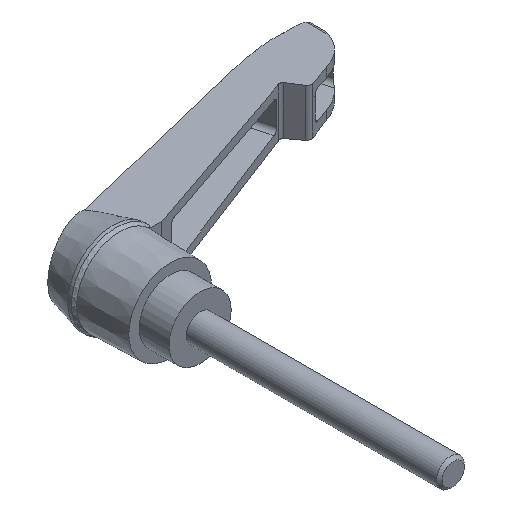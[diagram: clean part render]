
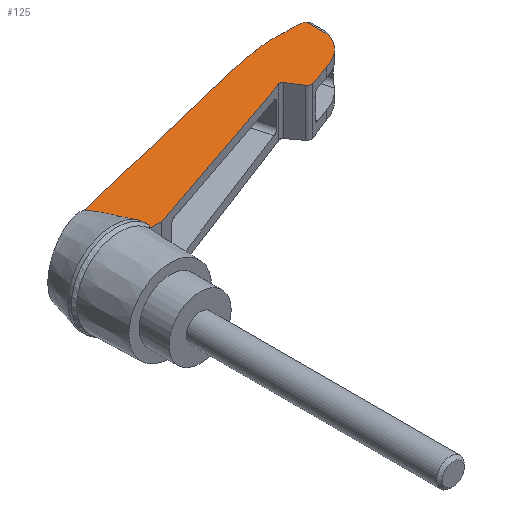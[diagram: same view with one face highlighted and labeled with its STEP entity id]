
A CAD part, isometric view. The second image highlights one B-rep face of the part: STEP entity #125.
In plain terms, the highlighted planar face has unit normal (0.034, 0, 0.999).
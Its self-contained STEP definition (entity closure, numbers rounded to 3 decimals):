
#125 = ADVANCED_FACE( '', ( #317 ), #318, .F. );
#317 = FACE_OUTER_BOUND( '', #583, .T. );
#318 = PLANE( '', #584 );
#583 = EDGE_LOOP( '', ( #888, #889, #890, #891, #892, #893, #894, #895, #896, #897, #898, #899, #900, #901, #902, #903 ) );
#584 = AXIS2_PLACEMENT_3D( '', #904, #905, #906 );
#888 = ORIENTED_EDGE( '', *, *, #1625, .F. );
#889 = ORIENTED_EDGE( '', *, *, #1590, .T. );
#890 = ORIENTED_EDGE( '', *, *, #1580, .F. );
#891 = ORIENTED_EDGE( '', *, *, #1626, .F. );
#892 = ORIENTED_EDGE( '', *, *, #1627, .T. );
#893 = ORIENTED_EDGE( '', *, *, #1628, .F. );
#894 = ORIENTED_EDGE( '', *, *, #1629, .F. );
#895 = ORIENTED_EDGE( '', *, *, #1630, .F. );
#896 = ORIENTED_EDGE( '', *, *, #1631, .F. );
#897 = ORIENTED_EDGE( '', *, *, #1632, .F. );
#898 = ORIENTED_EDGE( '', *, *, #1633, .F. );
#899 = ORIENTED_EDGE( '', *, *, #1634, .F. );
#900 = ORIENTED_EDGE( '', *, *, #1635, .F. );
#901 = ORIENTED_EDGE( '', *, *, #1636, .F. );
#902 = ORIENTED_EDGE( '', *, *, #1637, .F. );
#903 = ORIENTED_EDGE( '', *, *, #1638, .F. );
#904 = CARTESIAN_POINT( '', ( 0., 46.5, 6.943 ) );
#905 = DIRECTION( '', ( -0.034, 0., -0.999 ) );
#906 = DIRECTION( '', ( -0.999, 0., 0.034 ) );
#1580 = EDGE_CURVE( '', #1879, #1880, #1881, .T. );
#1590 = EDGE_CURVE( '', #1897, #1880, #1898, .T. );
#1625 = EDGE_CURVE( '', #1897, #1959, #1960, .T. );
#1626 = EDGE_CURVE( '', #1961, #1879, #1962, .T. );
#1627 = EDGE_CURVE( '', #1961, #1963, #1964, .T. );
#1628 = EDGE_CURVE( '', #1965, #1963, #1966, .T. );
#1629 = EDGE_CURVE( '', #1967, #1965, #1968, .T. );
#1630 = EDGE_CURVE( '', #1969, #1967, #1970, .T. );
#1631 = EDGE_CURVE( '', #1971, #1969, #1972, .T. );
#1632 = EDGE_CURVE( '', #1973, #1971, #1974, .T. );
#1633 = EDGE_CURVE( '', #1975, #1973, #1976, .T. );
#1634 = EDGE_CURVE( '', #1977, #1975, #1978, .T. );
#1635 = EDGE_CURVE( '', #1979, #1977, #1980, .T. );
#1636 = EDGE_CURVE( '', #1981, #1979, #1982, .T. );
#1637 = EDGE_CURVE( '', #1983, #1981, #1984, .T. );
#1638 = EDGE_CURVE( '', #1959, #1983, #1985, .T. );
#1879 = VERTEX_POINT( '', #2323 );
#1880 = VERTEX_POINT( '', #2324 );
#1881 = LINE( '', #2325, #2326 );
#1897 = VERTEX_POINT( '', #2347 );
#1898 = B_SPLINE_CURVE_WITH_KNOTS( '', 3, ( #2348, #2349, #2350, #2351, #2352, #2353 ), .UNSPECIFIED., .F., .F., ( 4, 2, 4 ), ( 0., 0.001, 0.001 ), .UNSPECIFIED. );
#1959 = VERTEX_POINT( '', #2445 );
#1960 = LINE( '', #2446, #2447 );
#1961 = VERTEX_POINT( '', #2448 );
#1962 = LINE( '', #2449, #2450 );
#1963 = VERTEX_POINT( '', #2451 );
#1964 = ELLIPSE( '', #2452, 0.7, 0.7 );
#1965 = VERTEX_POINT( '', #2453 );
#1966 = LINE( '', #2454, #2455 );
#1967 = VERTEX_POINT( '', #2456 );
#1968 = ELLIPSE( '', #2457, 1.001, 1. );
#1969 = VERTEX_POINT( '', #2458 );
#1970 = LINE( '', #2459, #2460 );
#1971 = VERTEX_POINT( '', #2461 );
#1972 = ELLIPSE( '', #2462, 10.006, 10. );
#1973 = VERTEX_POINT( '', #2463 );
#1974 = LINE( '', #2464, #2465 );
#1975 = VERTEX_POINT( '', #2466 );
#1976 = ELLIPSE( '', #2467, 1.601, 1.6 );
#1977 = VERTEX_POINT( '', #2468 );
#1978 = ELLIPSE( '', #2469, 35.02, 35. );
#1979 = VERTEX_POINT( '', #2470 );
#1980 = ELLIPSE( '', #2471, 35.02, 35. );
#1981 = VERTEX_POINT( '', #2472 );
#1982 = ELLIPSE( '', #2473, 141.08, 141. );
#1983 = VERTEX_POINT( '', #2474 );
#1984 = LINE( '', #2475, #2476 );
#1985 = B_SPLINE_CURVE_WITH_KNOTS( '', 3, ( #2477, #2478, #2479, #2480, #2481, #2482, #2483, #2484, #2485, #2486, #2487, #2488 ), .UNSPECIFIED., .F., .F., ( 4, 2, 2, 2, 2, 4 ), ( 0., 0.002, 0.005, 0.007, 0.009, 0.01 ), .UNSPECIFIED. );
#2323 = CARTESIAN_POINT( '', ( 9.2, 17.5, 6.633 ) );
#2324 = CARTESIAN_POINT( '', ( 6.456, 17.5, 6.725 ) );
#2325 = CARTESIAN_POINT( '', ( -0.095, 17.5, 6.946 ) );
#2326 = VECTOR( '', #3034, 1000. );
#2347 = CARTESIAN_POINT( '', ( 7.079, 18.24, 6.704 ) );
#2348 = CARTESIAN_POINT( '', ( 7.079, 18.24, 6.704 ) );
#2349 = CARTESIAN_POINT( '', ( 7.06, 18.071, 6.705 ) );
#2350 = CARTESIAN_POINT( '', ( 6.979, 17.916, 6.707 ) );
#2351 = CARTESIAN_POINT( '', ( 6.752, 17.666, 6.715 ) );
#2352 = CARTESIAN_POINT( '', ( 6.61, 17.571, 6.72 ) );
#2353 = CARTESIAN_POINT( '', ( 6.456, 17.5, 6.725 ) );
#2445 = CARTESIAN_POINT( '', ( 7.079, 19., 6.704 ) );
#2446 = CARTESIAN_POINT( '', ( 7.079, 55.578, 6.704 ) );
#2447 = VECTOR( '', #3076, 1000. );
#2448 = CARTESIAN_POINT( '', ( 49.14, 32.037, 5.285 ) );
#2449 = CARTESIAN_POINT( '', ( 9.107, 17.466, 6.636 ) );
#2450 = VECTOR( '', #3077, 1000. );
#2451 = CARTESIAN_POINT( '', ( 49.953, 31.781, 5.258 ) );
#2452 = AXIS2_PLACEMENT_3D( '', #3078, #3079, #3080 );
#2453 = CARTESIAN_POINT( '', ( 51.927, 28.962, 5.191 ) );
#2454 = CARTESIAN_POINT( '', ( 49.903, 31.852, 5.259 ) );
#2455 = VECTOR( '', #3081, 1000. );
#2456 = CARTESIAN_POINT( '', ( 53.088, 28.596, 5.152 ) );
#2457 = AXIS2_PLACEMENT_3D( '', #3082, #3083, #3084 );
#2458 = CARTESIAN_POINT( '', ( 57.9, 30.347, 4.99 ) );
#2459 = CARTESIAN_POINT( '', ( 52.951, 28.546, 5.156 ) );
#2460 = VECTOR( '', #3085, 1000. );
#2461 = CARTESIAN_POINT( '', ( 64.324, 36.302, 4.773 ) );
#2462 = AXIS2_PLACEMENT_3D( '', #3086, #3087, #3088 );
#2463 = CARTESIAN_POINT( '', ( 64.324, 41.207, 4.773 ) );
#2464 = CARTESIAN_POINT( '', ( 64.324, 46.5, 4.773 ) );
#2465 = VECTOR( '', #3089, 1000. );
#2466 = CARTESIAN_POINT( '', ( 63.6, 41.487, 4.797 ) );
#2467 = AXIS2_PLACEMENT_3D( '', #3090, #3091, #3092 );
#2468 = CARTESIAN_POINT( '', ( 59.7, 41.5, 4.929 ) );
#2469 = AXIS2_PLACEMENT_3D( '', #3093, #3094, #3095 );
#2470 = CARTESIAN_POINT( '', ( 53., 41., 5.155 ) );
#2471 = AXIS2_PLACEMENT_3D( '', #3096, #3097, #3098 );
#2472 = CARTESIAN_POINT( '', ( 43.4, 38.746, 5.479 ) );
#2473 = AXIS2_PLACEMENT_3D( '', #3099, #3100, #3101 );
#2474 = CARTESIAN_POINT( '', ( 2.77, 27.859, 6.849 ) );
#2475 = CARTESIAN_POINT( '', ( 43.266, 38.71, 5.483 ) );
#2476 = VECTOR( '', #3102, 1000. );
#2477 = CARTESIAN_POINT( '', ( 7.079, 19., 6.704 ) );
#2478 = CARTESIAN_POINT( '', ( 6.787, 19.77, 6.714 ) );
#2479 = CARTESIAN_POINT( '', ( 6.487, 20.537, 6.724 ) );
#2480 = CARTESIAN_POINT( '', ( 5.863, 22.061, 6.745 ) );
#2481 = CARTESIAN_POINT( '', ( 5.539, 22.819, 6.756 ) );
#2482 = CARTESIAN_POINT( '', ( 4.854, 24.317, 6.779 ) );
#2483 = CARTESIAN_POINT( '', ( 4.492, 25.057, 6.791 ) );
#2484 = CARTESIAN_POINT( '', ( 3.899, 26.141, 6.811 ) );
#2485 = CARTESIAN_POINT( '', ( 3.693, 26.497, 6.818 ) );
#2486 = CARTESIAN_POINT( '', ( 3.254, 27.194, 6.833 ) );
#2487 = CARTESIAN_POINT( '', ( 3.022, 27.535, 6.841 ) );
#2488 = CARTESIAN_POINT( '', ( 2.77, 27.859, 6.849 ) );
#3034 = DIRECTION( '', ( -0.999, 0., 0.034 ) );
#3076 = DIRECTION( '', ( 0., 1., 0. ) );
#3077 = DIRECTION( '', ( -0.939, -0.342, 0.032 ) );
#3078 = CARTESIAN_POINT( '', ( 49.38, 31.379, 5.277 ) );
#3079 = DIRECTION( '', ( -0.034, 0., -0.999 ) );
#3080 = DIRECTION( '', ( 0.999, 0., -0.034 ) );
#3081 = DIRECTION( '', ( -0.573, 0.819, 0.019 ) );
#3082 = CARTESIAN_POINT( '', ( 52.746, 29.535, 5.163 ) );
#3083 = DIRECTION( '', ( -0.034, 0., -0.999 ) );
#3084 = DIRECTION( '', ( 0.999, 0., -0.034 ) );
#3085 = DIRECTION( '', ( -0.939, -0.342, 0.032 ) );
#3086 = CARTESIAN_POINT( '', ( 55., 39.917, 5.087 ) );
#3087 = DIRECTION( '', ( -0.034, 0., -0.999 ) );
#3088 = DIRECTION( '', ( 0.999, 0., -0.034 ) );
#3089 = DIRECTION( '', ( 0., -1., 0. ) );
#3090 = CARTESIAN_POINT( '', ( 63.4, 39.9, 4.804 ) );
#3091 = DIRECTION( '', ( -0.034, 0., -0.999 ) );
#3092 = DIRECTION( '', ( 0.999, 0., -0.034 ) );
#3093 = CARTESIAN_POINT( '', ( 61.538, 6.548, 4.867 ) );
#3094 = DIRECTION( '', ( -0.034, 0., -0.999 ) );
#3095 = DIRECTION( '', ( 0.999, 0., -0.034 ) );
#3096 = CARTESIAN_POINT( '', ( 58.943, 6.508, 4.954 ) );
#3097 = DIRECTION( '', ( -0.034, 0., -0.999 ) );
#3098 = DIRECTION( '', ( 0.999, 0., -0.034 ) );
#3099 = CARTESIAN_POINT( '', ( 80.407, -97.311, 4.23 ) );
#3100 = DIRECTION( '', ( -0.034, 0., -0.999 ) );
#3101 = DIRECTION( '', ( 0.999, 0., -0.034 ) );
#3102 = DIRECTION( '', ( 0.965, 0.259, -0.033 ) );
